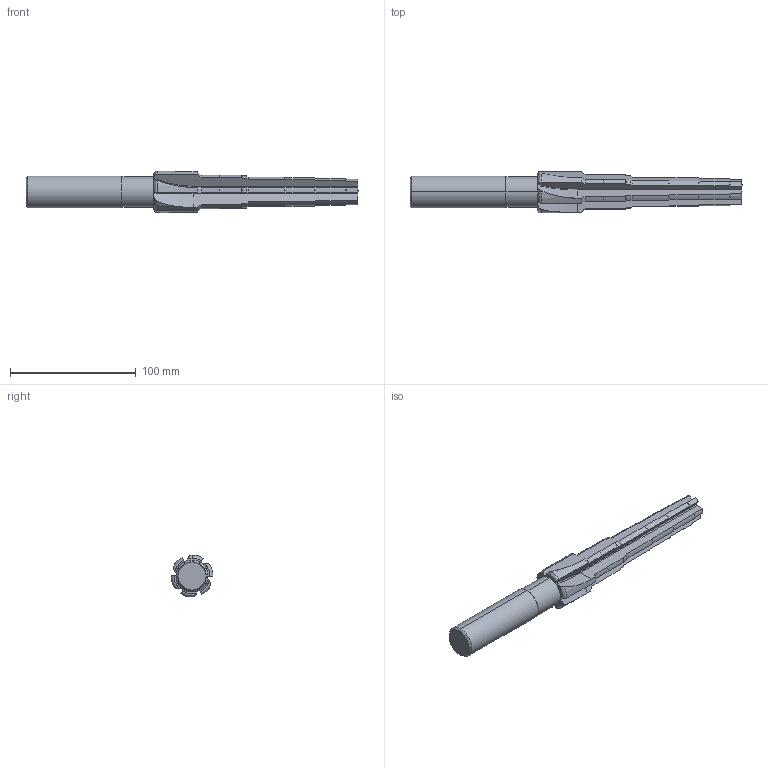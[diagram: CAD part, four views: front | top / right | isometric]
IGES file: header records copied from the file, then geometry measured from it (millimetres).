
Start section: SolidWorks IGES file using analytic representation for surfaces
Global section: file name: 995062002.IGS; native system: SolidWorks 2014; preprocessor: SolidWorks 2014; author: martinw; date: 150803.130915; units: inch
Bounding box: 263.65 x 33.31 x 33.32 mm (x, y, z)
Surface area: 29673.7 mm2 (no closed solid volume)
Topology: 0 solids, 0 shells, 151 faces, 1409 edges, 1409 vertices
Faces by surface type: revolution 116, bspline 35
